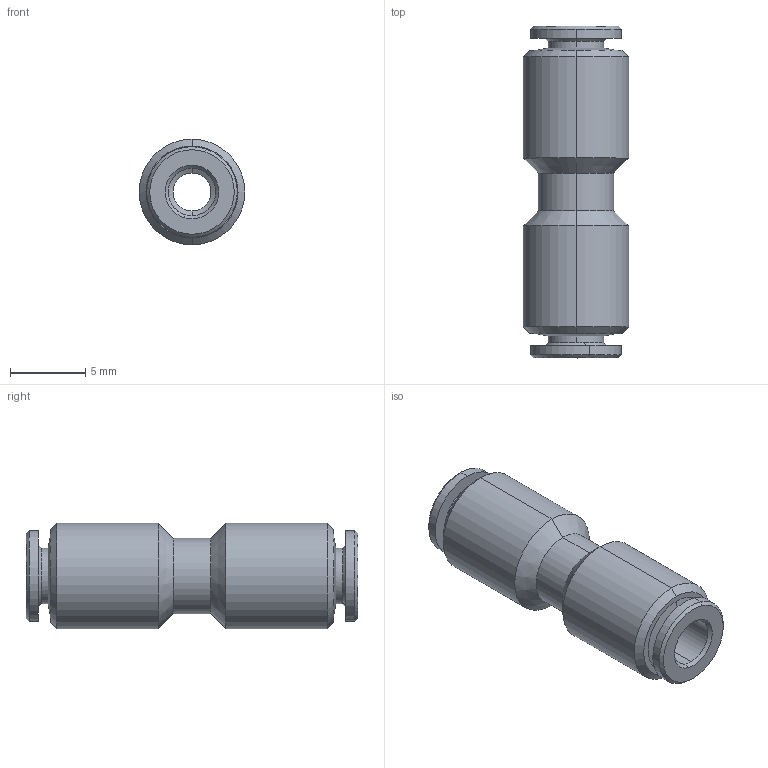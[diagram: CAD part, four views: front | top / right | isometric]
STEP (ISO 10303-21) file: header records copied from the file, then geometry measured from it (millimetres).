
FILE_DESCRIPTION (( 'STEP AP203' ), '1' );
FILE_NAME ('A0160000.STEP', '2009-03-26T09:04:52', ( 'UT1' ), ( 'sopra-pneumatic' ), 'SwSTEP 2.0', 'SolidWorks 2009', '' );
FILE_SCHEMA (( 'CONFIG_CONTROL_DESIGN' ));
Length unit declared in the file: millimetre
Products named in the file (1): A0160000
Bounding box: 7 x 22 x 7 mm (x, y, z)
Volume: 549.9 mm3; surface area: 779.8 mm2
Topology: 1 solids, 1 shells, 54 faces, 112 edges, 64 vertices
Faces by surface type: cone 28, cylinder 20, plane 6
Entity records: 1505 total; most frequent: DIRECTION 286, CARTESIAN_POINT 231, ORIENTED_EDGE 224, AXIS2_PLACEMENT_3D 119, EDGE_CURVE 112, VERTEX_POINT 64, CIRCLE 64, EDGE_LOOP 60
